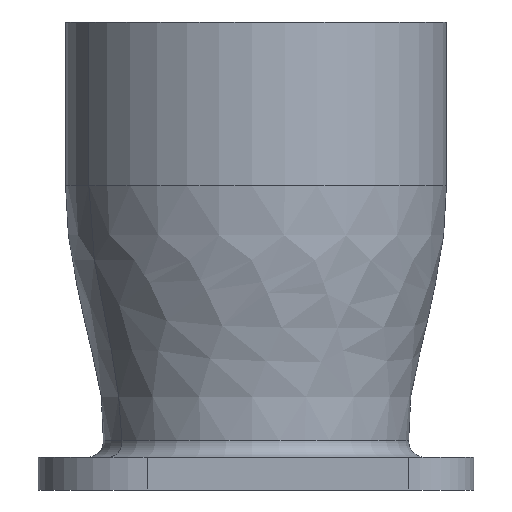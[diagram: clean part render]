
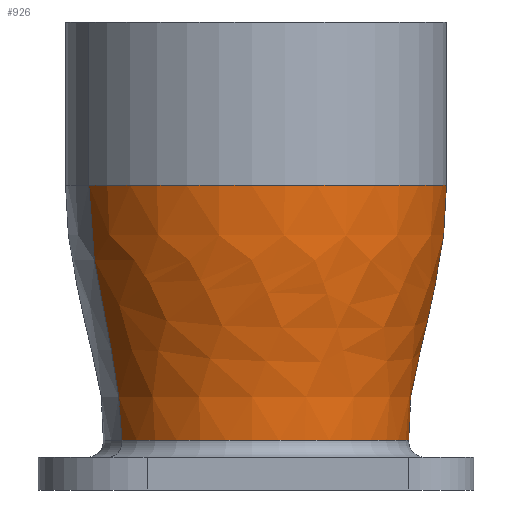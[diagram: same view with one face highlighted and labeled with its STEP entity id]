
A CAD part, front view. The second image highlights one B-rep face of the part: STEP entity #926.
In plain terms, the highlighted face is a revolution surface.
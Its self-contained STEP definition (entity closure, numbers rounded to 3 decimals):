
#61=CARTESIAN_POINT('Vertex',(15.358,8.39,28.)) ;
#77=CARTESIAN_POINT('Vertex',(-15.358,-8.39,28.)) ;
#80=CARTESIAN_POINT('Axis2P3D Location',(0.,0.,28.)) ;
#867=CARTESIAN_POINT('Control Point',(-17.5,0.,28.)) ;
#868=CARTESIAN_POINT('Control Point',(-17.5,0.,26.375)) ;
#869=CARTESIAN_POINT('Control Point',(-17.42,0.,24.763)) ;
#870=CARTESIAN_POINT('Control Point',(-17.261,0.,23.164)) ;
#871=CARTESIAN_POINT('Control Point',(-16.747,0.,19.759)) ;
#872=CARTESIAN_POINT('Control Point',(-15.975,0.,16.394)) ;
#873=CARTESIAN_POINT('Control Point',(-15.525,0.,14.604)) ;
#874=CARTESIAN_POINT('Control Point',(-14.822,0.,11.541)) ;
#875=CARTESIAN_POINT('Control Point',(-14.333,0.,8.445)) ;
#876=CARTESIAN_POINT('Control Point',(-14.18,0.,7.157)) ;
#877=CARTESIAN_POINT('Control Point',(-14.079,0.,5.861)) ;
#878=CARTESIAN_POINT('Control Point',(-14.029,0.,4.557)) ;
#879=CARTESIAN_POINT('Axis1P Location',(0.,0.,23.)) ;
#884=CARTESIAN_POINT('Control Point',(15.358,8.39,28.)) ;
#885=CARTESIAN_POINT('Control Point',(15.358,8.39,26.375)) ;
#886=CARTESIAN_POINT('Control Point',(15.288,8.352,24.763)) ;
#887=CARTESIAN_POINT('Control Point',(15.148,8.275,23.164)) ;
#888=CARTESIAN_POINT('Control Point',(14.697,8.029,19.759)) ;
#889=CARTESIAN_POINT('Control Point',(14.019,7.659,16.394)) ;
#890=CARTESIAN_POINT('Control Point',(13.624,7.443,14.604)) ;
#891=CARTESIAN_POINT('Control Point',(13.008,7.106,11.541)) ;
#892=CARTESIAN_POINT('Control Point',(12.579,6.872,8.445)) ;
#893=CARTESIAN_POINT('Control Point',(12.445,6.798,7.157)) ;
#894=CARTESIAN_POINT('Control Point',(12.356,6.75,5.861)) ;
#895=CARTESIAN_POINT('Control Point',(12.312,6.726,4.557)) ;
#896=CARTESIAN_POINT('Vertex',(12.312,6.726,4.557)) ;
#900=CARTESIAN_POINT('Control Point',(-15.358,-8.39,28.)) ;
#901=CARTESIAN_POINT('Control Point',(-15.358,-8.39,26.375)) ;
#902=CARTESIAN_POINT('Control Point',(-15.288,-8.352,24.763)) ;
#903=CARTESIAN_POINT('Control Point',(-15.148,-8.275,23.164)) ;
#904=CARTESIAN_POINT('Control Point',(-14.697,-8.029,19.759)) ;
#905=CARTESIAN_POINT('Control Point',(-14.019,-7.659,16.394)) ;
#906=CARTESIAN_POINT('Control Point',(-13.624,-7.443,14.604)) ;
#907=CARTESIAN_POINT('Control Point',(-13.008,-7.106,11.541)) ;
#908=CARTESIAN_POINT('Control Point',(-12.579,-6.872,8.445)) ;
#909=CARTESIAN_POINT('Control Point',(-12.445,-6.798,7.157)) ;
#910=CARTESIAN_POINT('Control Point',(-12.356,-6.75,5.861)) ;
#911=CARTESIAN_POINT('Control Point',(-12.312,-6.726,4.557)) ;
#912=CARTESIAN_POINT('Vertex',(-12.312,-6.726,4.557)) ;
#915=CARTESIAN_POINT('Axis2P3D Location',(0.,0.,4.557)) ;
#81=DIRECTION('Axis2P3D Direction',(0.,0.,1.)) ;
#880=DIRECTION('Axis1P Direction',(0.,0.,1.)) ;
#916=DIRECTION('Axis2P3D Direction',(0.,0.,1.)) ;
#82=AXIS2_PLACEMENT_3D('Circle Axis2P3D',#80,#81,$) ;
#917=AXIS2_PLACEMENT_3D('Circle Axis2P3D',#915,#916,$) ;
#921=ORIENTED_EDGE('',*,*,#898,.T.) ;
#922=ORIENTED_EDGE('',*,*,#84,.F.) ;
#923=ORIENTED_EDGE('',*,*,#914,.F.) ;
#924=ORIENTED_EDGE('',*,*,#919,.F.) ;
#926=ADVANCED_FACE('Corps principal',(#925),#882,.F.) ;
#881=AXIS1_PLACEMENT('Revolution Surface Axis1P',#879,#880) ;
#866=B_SPLINE_CURVE_WITH_KNOTS('',5,(#867,#868,#869,#870,#871,#872,#873,#874,#875,#876,#877,#878),.UNSPECIFIED.,.F.,.U.,(6,3,3,6),(0.,8.039,17.247,23.738),.UNSPECIFIED.) ;
#883=B_SPLINE_CURVE_WITH_KNOTS('',5,(#884,#885,#886,#887,#888,#889,#890,#891,#892,#893,#894,#895),.UNSPECIFIED.,.F.,.U.,(6,3,3,6),(0.,8.039,17.247,23.738),.UNSPECIFIED.) ;
#899=B_SPLINE_CURVE_WITH_KNOTS('',5,(#900,#901,#902,#903,#904,#905,#906,#907,#908,#909,#910,#911),.UNSPECIFIED.,.F.,.U.,(6,3,3,6),(0.,8.039,17.247,23.738),.UNSPECIFIED.) ;
#83=CIRCLE('generated circle',#82,17.5) ;
#918=CIRCLE('generated circle',#917,14.029) ;
#84=EDGE_CURVE('',#78,#62,#83,.T.) ;
#898=EDGE_CURVE('',#897,#62,#883,.F.) ;
#914=EDGE_CURVE('',#913,#78,#899,.F.) ;
#919=EDGE_CURVE('',#897,#913,#918,.F.) ;
#920=EDGE_LOOP('',(#921,#922,#923,#924)) ;
#925=FACE_OUTER_BOUND('',#920,.T.) ;
#882=SURFACE_OF_REVOLUTION('Surface of Revolution',#866,#881) ;
#62=VERTEX_POINT('',#61) ;
#78=VERTEX_POINT('',#77) ;
#897=VERTEX_POINT('',#896) ;
#913=VERTEX_POINT('',#912) ;
